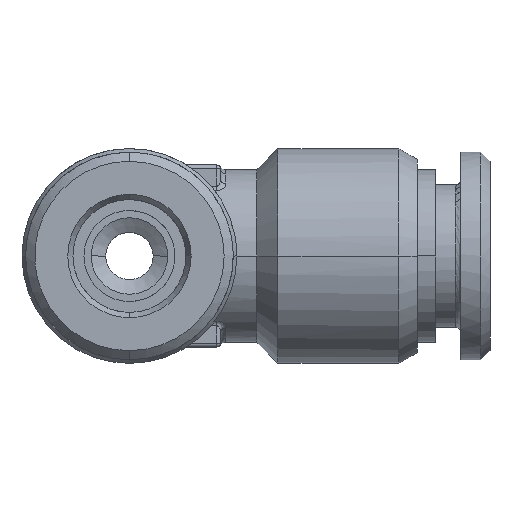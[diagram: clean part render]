
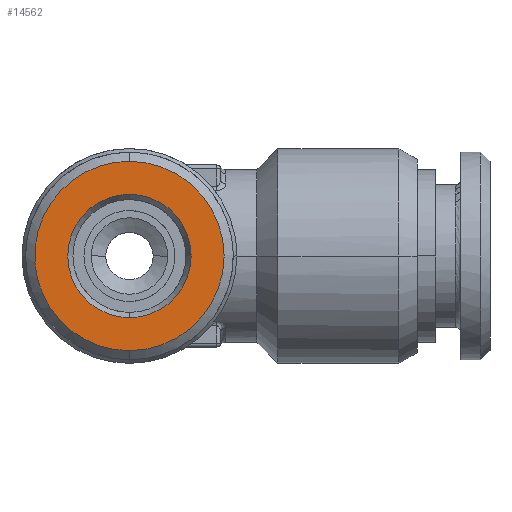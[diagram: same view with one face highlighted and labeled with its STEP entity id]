
A CAD part, left-side view. The second image highlights one B-rep face of the part: STEP entity #14562.
In plain terms, the highlighted planar face has unit normal (-1, 0, 0).
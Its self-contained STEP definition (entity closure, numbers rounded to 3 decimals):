
#14146=CARTESIAN_POINT('Vertex',(-19.8,0.,3.389)) ;
#14149=CARTESIAN_POINT('Axis2P3D Location',(-19.8,0.,0.)) ;
#14153=CARTESIAN_POINT('Vertex',(-19.8,0.,-3.389)) ;
#14174=CARTESIAN_POINT('Axis2P3D Location',(-19.8,0.,0.)) ;
#14517=CARTESIAN_POINT('Axis2P3D Location',(-19.8,0.,0.)) ;
#14523=CARTESIAN_POINT('Control Point',(-19.8,0.,-5.2)) ;
#14524=CARTESIAN_POINT('Control Point',(-19.8,0.559,-5.2)) ;
#14525=CARTESIAN_POINT('Control Point',(-19.8,1.117,-5.125)) ;
#14526=CARTESIAN_POINT('Control Point',(-19.8,1.662,-4.975)) ;
#14527=CARTESIAN_POINT('Control Point',(-19.8,2.699,-4.532)) ;
#14528=CARTESIAN_POINT('Control Point',(-19.8,3.582,-3.832)) ;
#14529=CARTESIAN_POINT('Control Point',(-19.8,3.974,-3.424)) ;
#14530=CARTESIAN_POINT('Control Point',(-19.8,4.638,-2.513)) ;
#14531=CARTESIAN_POINT('Control Point',(-19.8,5.038,-1.46)) ;
#14532=CARTESIAN_POINT('Control Point',(-19.8,5.166,-0.909)) ;
#14533=CARTESIAN_POINT('Control Point',(-19.8,5.271,0.213)) ;
#14534=CARTESIAN_POINT('Control Point',(-19.8,5.076,1.324)) ;
#14535=CARTESIAN_POINT('Control Point',(-19.8,4.904,1.862)) ;
#14536=CARTESIAN_POINT('Control Point',(-19.8,4.419,2.88)) ;
#14537=CARTESIAN_POINT('Control Point',(-19.8,3.684,3.734)) ;
#14538=CARTESIAN_POINT('Control Point',(-19.8,3.26,4.109)) ;
#14539=CARTESIAN_POINT('Control Point',(-19.8,2.394,4.688)) ;
#14540=CARTESIAN_POINT('Control Point',(-19.8,1.415,5.038)) ;
#14541=CARTESIAN_POINT('Control Point',(-19.8,0.949,5.146)) ;
#14542=CARTESIAN_POINT('Control Point',(-19.8,0.474,5.2)) ;
#14543=CARTESIAN_POINT('Control Point',(-19.8,0.,5.2)) ;
#14544=CARTESIAN_POINT('Vertex',(-19.8,0.,-5.2)) ;
#14546=CARTESIAN_POINT('Vertex',(-19.8,0.,5.2)) ;
#14549=CARTESIAN_POINT('Axis2P3D Location',(-19.8,0.,0.)) ;
#14150=DIRECTION('Axis2P3D Direction',(-1.,0.,0.)) ;
#14175=DIRECTION('Axis2P3D Direction',(-1.,0.,0.)) ;
#14518=DIRECTION('Axis2P3D Direction',(-1.,0.,0.)) ;
#14519=DIRECTION('Axis2P3D XDirection',(0.,0.,1.)) ;
#14550=DIRECTION('Axis2P3D Direction',(-1.,0.,0.)) ;
#14151=AXIS2_PLACEMENT_3D('Circle Axis2P3D',#14149,#14150,$) ;
#14176=AXIS2_PLACEMENT_3D('Circle Axis2P3D',#14174,#14175,$) ;
#14520=AXIS2_PLACEMENT_3D('Plane Axis2P3D',#14517,#14518,#14519) ;
#14551=AXIS2_PLACEMENT_3D('Circle Axis2P3D',#14549,#14550,$) ;
#14555=ORIENTED_EDGE('',*,*,#14548,.F.) ;
#14556=ORIENTED_EDGE('',*,*,#14553,.T.) ;
#14559=ORIENTED_EDGE('',*,*,#14178,.F.) ;
#14560=ORIENTED_EDGE('',*,*,#14155,.T.) ;
#14561=FACE_BOUND('',#14558,.T.) ;
#14562=ADVANCED_FACE('PR427B-06M5H',(#14557,#14561),#14521,.T.) ;
#14522=B_SPLINE_CURVE_WITH_KNOTS('',5,(#14523,#14524,#14525,#14526,#14527,#14528,#14529,#14530,#14531,#14532,#14533,#14534,#14535,#14536,#14537,#14538,#14539,#14540,#14541,#14542,#14543),.UNSPECIFIED.,.F.,.U.,(6,3,3,3,3,3,6),(0.,3.95,7.899,11.849,15.798,19.748,23.103),.UNSPECIFIED.) ;
#14152=CIRCLE('generated circle',#14151,3.389) ;
#14177=CIRCLE('generated circle',#14176,3.389) ;
#14552=CIRCLE('generated circle',#14551,5.2) ;
#14155=EDGE_CURVE('',#14154,#14147,#14152,.F.) ;
#14178=EDGE_CURVE('',#14154,#14147,#14177,.T.) ;
#14548=EDGE_CURVE('',#14545,#14547,#14522,.T.) ;
#14553=EDGE_CURVE('',#14545,#14547,#14552,.T.) ;
#14554=EDGE_LOOP('',(#14555,#14556)) ;
#14558=EDGE_LOOP('',(#14559,#14560)) ;
#14557=FACE_OUTER_BOUND('',#14554,.T.) ;
#14521=PLANE('',#14520) ;
#14147=VERTEX_POINT('',#14146) ;
#14154=VERTEX_POINT('',#14153) ;
#14545=VERTEX_POINT('',#14544) ;
#14547=VERTEX_POINT('',#14546) ;
